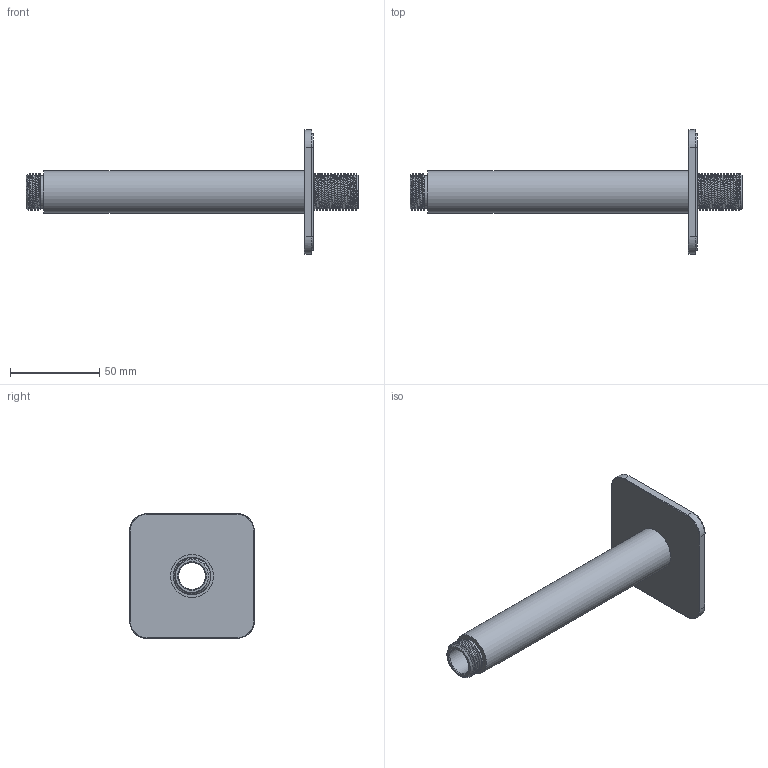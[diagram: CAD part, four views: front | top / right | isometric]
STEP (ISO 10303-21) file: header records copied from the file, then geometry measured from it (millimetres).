
FILE_DESCRIPTION(/* description */ ('Unknown'),/* implementation_level */ '2;1');
FILE_NAME(/* name */ 'GL452',/* time_stamp */ '2021-07-20T18:04:51+02:00',/* author */ ('Unknown'),/* organization */ ('Unknown'),/* preprocessor_version */ 'ST-DEVELOPER v16.7',/* originating_system */ 'DEX',/* authorisation */ $);
FILE_SCHEMA (('AUTOMOTIVE_DESIGN {1 0 10303 214 3 1 1}'));
Length unit declared in the file: millimetre
Products named in the file (4): GL452-00; E021-HOTBATH_L150_SW0001; C073045; GUARN-H2-PLACCA-ARRESTO-KUKY
Assembly tree (3 placements, depth 2):
  GL452-00
    E021-HOTBATH_L150_SW0001
    C073045
    GUARN-H2-PLACCA-ARRESTO-KUKY
Bounding box: 186 x 70 x 70 mm (x, y, z)
Volume: 42273 mm3; surface area: 45114.5 mm2
Topology: 4 solids, 4 shells, 189 faces, 439 edges, 270 vertices
Faces by surface type: cylinder 63, plane 62, bspline 33, sphere 20, cone 7, torus 4
Full cylindrical faces by diameter (mm): 15 x2, 18.5 x2, 20.9 x2, 21 x1, 21.8 x1, 24 x1
Entity records: 10188 total; most frequent: CARTESIAN_POINT 6032, ORIENTED_EDGE 836, DIRECTION 814, EDGE_CURVE 418, AXIS2_PLACEMENT_3D 321, VERTEX_POINT 261, EDGE_LOOP 219, FACE_BOUND 219
